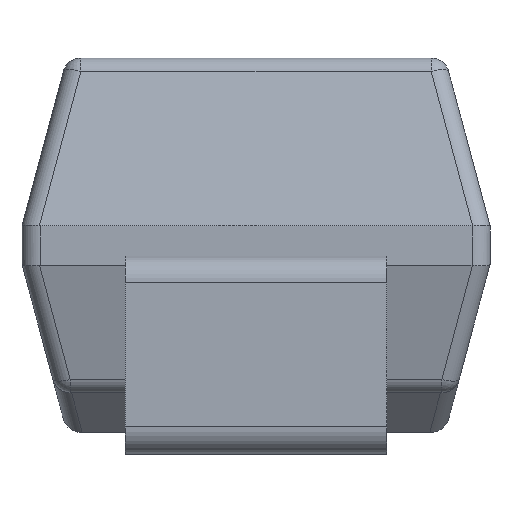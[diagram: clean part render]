
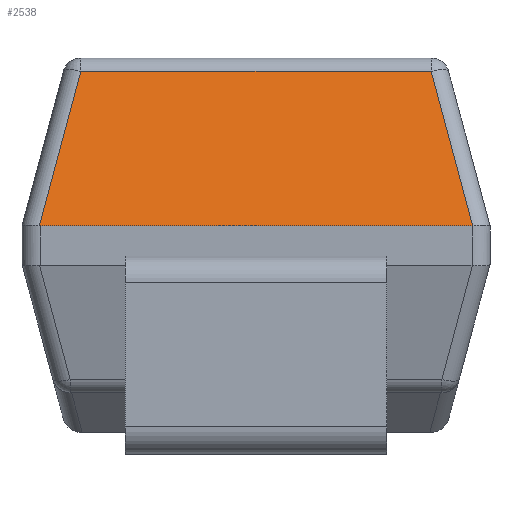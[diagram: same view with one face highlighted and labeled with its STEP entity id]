
A CAD part, front view. The second image highlights one B-rep face of the part: STEP entity #2538.
In plain terms, the highlighted planar face has unit normal (0, -0.966, 0.259).
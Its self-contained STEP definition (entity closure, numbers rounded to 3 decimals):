
#71=ELLIPSE('',#2687,0.386,0.1);
#75=ELLIPSE('',#2697,0.386,0.1);
#208=FACE_OUTER_BOUND('',#346,.T.);
#346=EDGE_LOOP('',(#1960,#1961,#1962,#1963,#1964,#1965));
#567=LINE('',#3900,#849);
#571=LINE('',#3935,#853);
#574=LINE('',#3942,#856);
#592=LINE('',#4004,#874);
#849=VECTOR('',#3138,1.947);
#853=VECTOR('',#3156,0.918);
#856=VECTOR('',#3165,0.918);
#874=VECTOR('',#3211,2.4);
#1094=VERTEX_POINT('',#3888);
#1097=VERTEX_POINT('',#3896);
#1102=VERTEX_POINT('',#3909);
#1103=VERTEX_POINT('',#3911);
#1106=VERTEX_POINT('',#3941);
#1110=VERTEX_POINT('',#3953);
#1383=EDGE_CURVE('',#1094,#1097,#567,.T.);
#1388=EDGE_CURVE('',#1102,#1103,#71,.T.);
#1393=EDGE_CURVE('',#1097,#1102,#571,.T.);
#1396=EDGE_CURVE('',#1106,#1094,#574,.T.);
#1403=EDGE_CURVE('',#1110,#1106,#75,.T.);
#1421=EDGE_CURVE('',#1110,#1103,#592,.T.);
#1960=ORIENTED_EDGE('',*,*,#1388,.F.);
#1961=ORIENTED_EDGE('',*,*,#1393,.F.);
#1962=ORIENTED_EDGE('',*,*,#1383,.F.);
#1963=ORIENTED_EDGE('',*,*,#1396,.F.);
#1964=ORIENTED_EDGE('',*,*,#1403,.F.);
#1965=ORIENTED_EDGE('',*,*,#1421,.T.);
#2316=PLANE('',#2706);
#2538=ADVANCED_FACE('',(#208),#2316,.T.);
#2687=AXIS2_PLACEMENT_3D('',#3912,#3148,#3149);
#2697=AXIS2_PLACEMENT_3D('',#3955,#3178,#3179);
#2706=AXIS2_PLACEMENT_3D('',#4003,#3209,#3210);
#3138=DIRECTION('',(1.,0.,0.));
#3148=DIRECTION('center_axis',(0.,0.966,-0.259));
#3149=DIRECTION('ref_axis',(0.,-0.259,-0.966));
#3156=DIRECTION('',(0.251,-0.251,-0.935));
#3165=DIRECTION('',(0.251,0.251,0.935));
#3178=DIRECTION('center_axis',(0.,0.966,-0.259));
#3179=DIRECTION('ref_axis',(0.,-0.259,-0.966));
#3209=DIRECTION('center_axis',(0.,-0.966,0.259));
#3210=DIRECTION('ref_axis',(0.,-0.259,-0.966));
#3211=DIRECTION('',(1.,0.,0.));
#3888=CARTESIAN_POINT('',(-0.973,-1.92,2.126));
#3896=CARTESIAN_POINT('',(0.973,-1.92,2.126));
#3900=CARTESIAN_POINT('',(0.,-1.92,2.126));
#3909=CARTESIAN_POINT('',(1.203,-2.15,1.267));
#3911=CARTESIAN_POINT('',(1.2,-2.15,1.267));
#3912=CARTESIAN_POINT('Origin',(1.2,-2.05,1.64));
#3935=CARTESIAN_POINT('',(0.95,-1.897,2.212));
#3941=CARTESIAN_POINT('',(-1.203,-2.15,1.267));
#3942=CARTESIAN_POINT('',(-0.95,-1.897,2.212));
#3953=CARTESIAN_POINT('',(-1.2,-2.15,1.267));
#3955=CARTESIAN_POINT('Origin',(-1.2,-2.05,1.64));
#4003=CARTESIAN_POINT('Origin',(0.,-2.025,1.733));
#4004=CARTESIAN_POINT('',(0.,-2.15,1.267));
